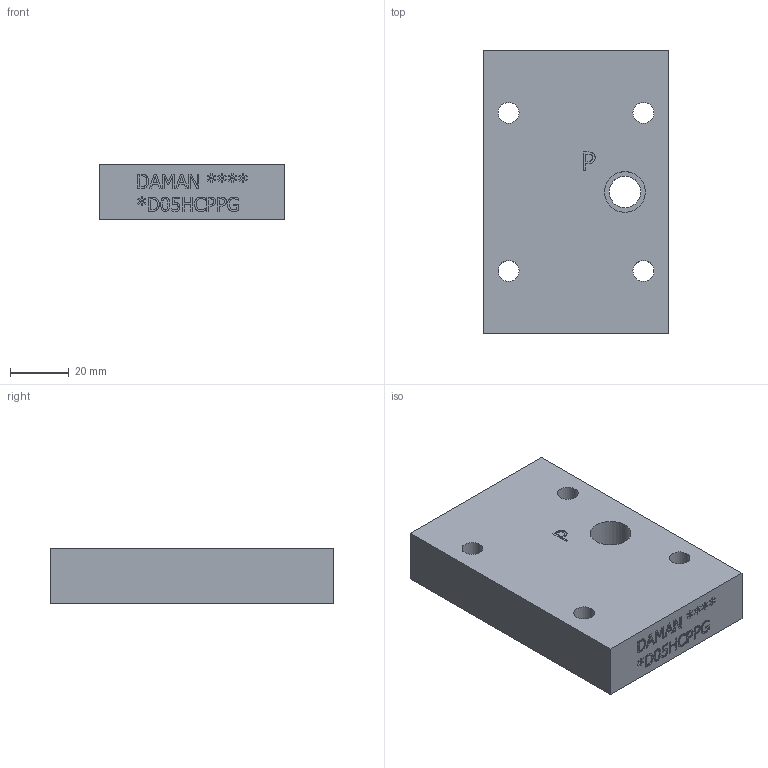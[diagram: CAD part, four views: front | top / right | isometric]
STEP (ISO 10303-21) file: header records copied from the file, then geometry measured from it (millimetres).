
FILE_DESCRIPTION(/* description */ (''),/* implementation_level */ '2;1');
FILE_NAME(/* name */ '_D05HCPPG.stp',/* time_stamp */ '2021-12-08T07:55:52-05:00',/* author */ ('jrf'),/* organization */ (''),/* preprocessor_version */ 'ST-DEVELOPER v18',/* originating_system */ 'Autodesk Inventor 2020',/* authorisation */ '');
FILE_SCHEMA (('AUTOMOTIVE_DESIGN { 1 0 10303 214 3 1 1 }'));
Length unit declared in the file: inch
Products named in the file (1): _D05HCPPG
Bounding box: 63.5 x 96.82 x 19.05 mm (x, y, z)
Volume: 110078.6 mm3; surface area: 20861.6 mm2
Topology: 1 solids, 1 shells, 355 faces, 974 edges, 657 vertices
Faces by surface type: plane 245, bspline 95, cylinder 15
Full cylindrical faces by diameter (mm): 7.137 x4, 10.719 x1, 11.125 x1, 13.868 x1, 15.875 x6
Entity records: 12026 total; most frequent: CARTESIAN_POINT 3503, ORIENTED_EDGE 1948, DIRECTION 1357, EDGE_CURVE 974, LINE 733, VECTOR 733, VERTEX_POINT 657, EDGE_LOOP 401
